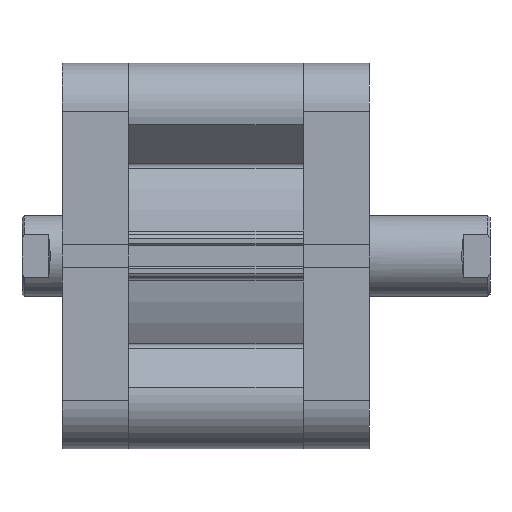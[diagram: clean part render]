
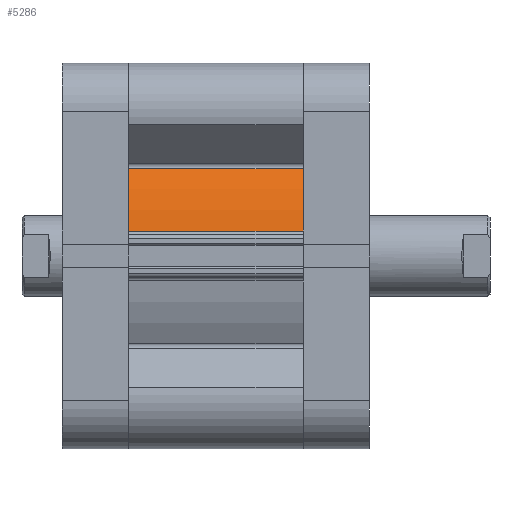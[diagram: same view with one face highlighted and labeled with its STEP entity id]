
A CAD part, front view. The second image highlights one B-rep face of the part: STEP entity #5286.
In plain terms, the highlighted cylindrical face has radius 43.5 mm (diameter 87 mm), a partial arc.
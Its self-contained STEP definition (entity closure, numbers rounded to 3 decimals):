
#27 = VERTEX_POINT ( 'NONE', #2741 ) ;
#66 = VERTEX_POINT ( 'NONE', #2780 ) ;
#1826 = EDGE_CURVE ( 'NONE', #2659, #8481, #5012, .T. ) ;
#1827 = EDGE_CURVE ( 'NONE', #2659, #66, #5027, .T. ) ;
#1829 = EDGE_CURVE ( 'NONE', #8481, #27, #5030, .T. ) ;
#1849 = EDGE_CURVE ( 'NONE', #27, #66, #5059, .T. ) ;
#2110 = AXIS2_PLACEMENT_3D ( 'NONE', #5551, #5552, #5553 ) ;
#2116 = AXIS2_PLACEMENT_3D ( 'NONE', #5549, #5559, #5560 ) ;
#2309 = AXIS2_PLACEMENT_3D ( 'NONE', #6640, #6639, #6638 ) ;
#2659 = VERTEX_POINT ( 'NONE', #6251 ) ;
#2741 = CARTESIAN_POINT ( 'NONE',  ( 21.765, -37.663, 0. ) ) ;
#2780 = CARTESIAN_POINT ( 'NONE',  ( 21.765, -37.663, 43.5 ) ) ;
#3874 = ORIENTED_EDGE ( 'NONE', *, *, #1826, .T. ) ;
#3875 = ORIENTED_EDGE ( 'NONE', *, *, #1827, .F. ) ;
#3876 = ORIENTED_EDGE ( 'NONE', *, *, #1849, .T. ) ;
#3877 = ORIENTED_EDGE ( 'NONE', *, *, #1829, .T. ) ;
#4141 = EDGE_LOOP ( 'NONE', ( #3877, #3876, #3875, #3874 ) ) ;
#5012 = LINE ( 'NONE', #5541, #5025 ) ;
#5025 = VECTOR ( 'NONE', #5550, 1000. ) ;
#5027 = CIRCLE ( 'NONE', #2110, 43.5 ) ;
#5030 = CIRCLE ( 'NONE', #2116, 43.5 ) ;
#5059 = LINE ( 'NONE', #5606, #5060 ) ;
#5060 = VECTOR ( 'NONE', #5607, 1000. ) ;
#5286 = ADVANCED_FACE ( 'NONE', ( #7199 ), #7202, .T. ) ;
#5541 = CARTESIAN_POINT ( 'NONE',  ( 6.11, -43.069, 43.5 ) ) ;
#5549 = CARTESIAN_POINT ( 'NONE',  ( 0., 0., 0. ) ) ;
#5550 = DIRECTION ( 'NONE',  ( 0., 0., -1. ) ) ;
#5551 = CARTESIAN_POINT ( 'NONE',  ( 0., 0., 43.5 ) ) ;
#5552 = DIRECTION ( 'NONE',  ( 0., 0., 1. ) ) ;
#5553 = DIRECTION ( 'NONE',  ( 1., 0., 0. ) ) ;
#5559 = DIRECTION ( 'NONE',  ( 0., 0., 1. ) ) ;
#5560 = DIRECTION ( 'NONE',  ( 1., 0., 0. ) ) ;
#5606 = CARTESIAN_POINT ( 'NONE',  ( 21.765, -37.663, 43.5 ) ) ;
#5607 = DIRECTION ( 'NONE',  ( 0., 0., 1. ) ) ;
#6251 = CARTESIAN_POINT ( 'NONE',  ( 6.11, -43.069, 43.5 ) ) ;
#6638 = DIRECTION ( 'NONE',  ( -1., 0., 0. ) ) ;
#6639 = DIRECTION ( 'NONE',  ( 0., 0., -1. ) ) ;
#6640 = CARTESIAN_POINT ( 'NONE',  ( 0., 0., 43.5 ) ) ;
#7199 = FACE_OUTER_BOUND ( 'NONE', #4141, .T. ) ;
#7202 = CYLINDRICAL_SURFACE ( 'NONE', #2309, 43.5 ) ;
#8290 = CARTESIAN_POINT ( 'NONE',  ( 6.11, -43.069, 0. ) ) ;
#8481 = VERTEX_POINT ( 'NONE', #8290 ) ;
